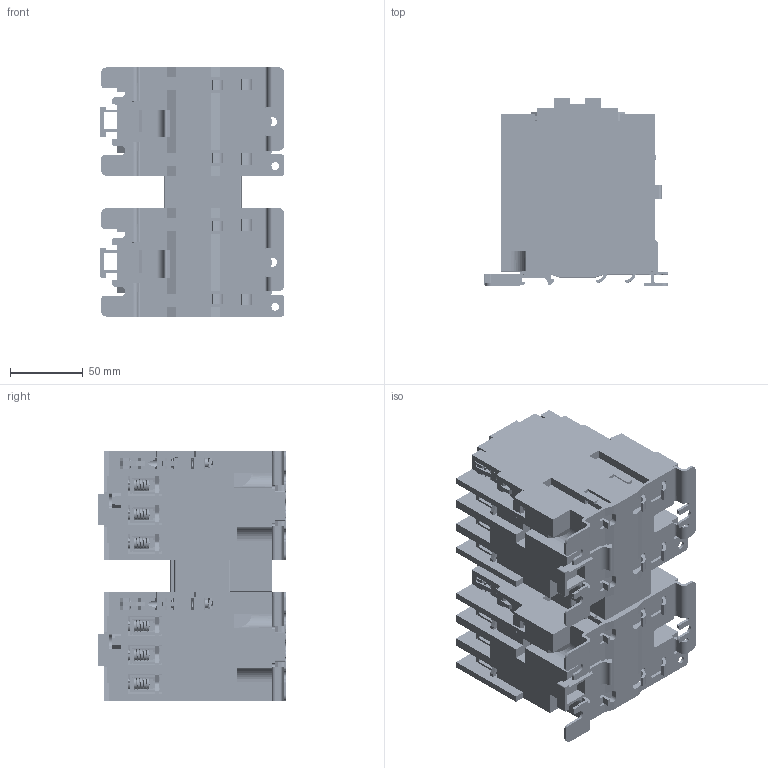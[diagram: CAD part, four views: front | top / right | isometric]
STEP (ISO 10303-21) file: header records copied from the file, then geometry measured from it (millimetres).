
FILE_DESCRIPTION (( 'STEP AP203' ), '1' );
FILE_NAME ('ﾏﾌﾋ 4560ﾄﾌ.STEP', '2015-11-18T08:04:07', ( 'admin' ), ( '' ), 'SwSTEP 2.0', 'SolidWorks 2012', '' );
FILE_SCHEMA (( 'CONFIG_CONTROL_DESIGN' ));
Length unit declared in the file: millimetre
Products named in the file (1): ﾏﾌﾋ 4560ﾄﾌ
Bounding box: 127.29 x 129.9 x 172 mm (x, y, z)
Volume: 1651898.4 mm3; surface area: 318550 mm2
Topology: 105 solids, 105 shells, 3502 faces, 9782 edges, 6474 vertices
Faces by surface type: plane 2040, cylinder 1014, cone 238, bspline 210
Entity records: 206721 total; most frequent: CARTESIAN_POINT 119409, ORIENTED_EDGE 19564, DIRECTION 16710, EDGE_CURVE 9782, VERTEX_POINT 6474, LINE 6404, VECTOR 6404, AXIS2_PLACEMENT_3D 5153
